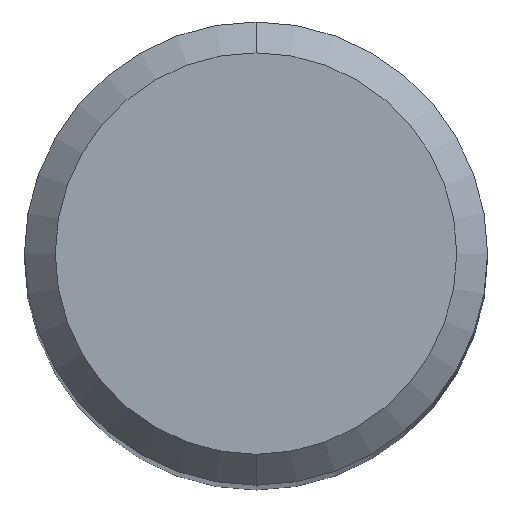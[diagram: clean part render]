
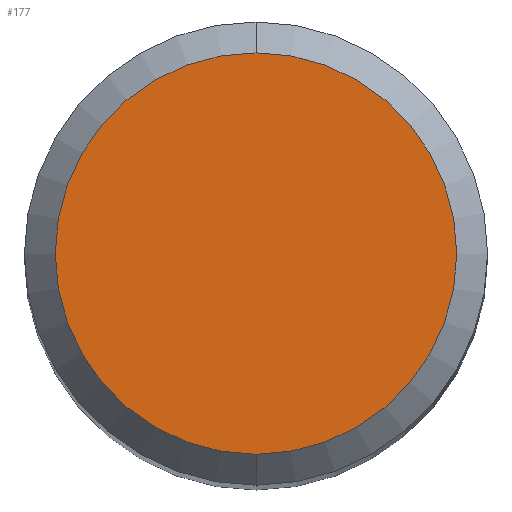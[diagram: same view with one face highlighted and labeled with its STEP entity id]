
A CAD part, top view. The second image highlights one B-rep face of the part: STEP entity #177.
In plain terms, the highlighted planar face has unit normal (0, 0, 1).
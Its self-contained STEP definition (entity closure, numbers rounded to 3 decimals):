
#177=ADVANCED_FACE('',(#484),#485,.T.);
#231=EDGE_CURVE('',#451,#407,#544,.T.);
#363=EDGE_CURVE('',#407,#451,#690,.T.);
#407=VERTEX_POINT('',#738);
#451=VERTEX_POINT('',#787);
#484=FACE_OUTER_BOUND('',#812,.T.);
#485=PLANE('',#813);
#544=CIRCLE('',#932,2.6);
#690=CIRCLE('',#1208,2.6);
#738=CARTESIAN_POINT('',(0.0,2.6,0.0));
#787=CARTESIAN_POINT('',(0.,-2.6,0.0));
#812=EDGE_LOOP('',(#1440,#1441));
#813=AXIS2_PLACEMENT_3D('',#1442,#1443,#1444);
#932=AXIS2_PLACEMENT_3D('',#1516,#1517,#1518);
#1208=AXIS2_PLACEMENT_3D('',#1678,#1679,#1680);
#1440=ORIENTED_EDGE('',*,*,#363,.F.);
#1441=ORIENTED_EDGE('',*,*,#231,.F.);
#1442=CARTESIAN_POINT('',(0.0,1.3,0.0));
#1443=DIRECTION('',(-0.0,0.0,1.0));
#1444=DIRECTION('',(0.0,-1.0,0.0));
#1516=CARTESIAN_POINT('',(0.0,0.0,0.0));
#1517=DIRECTION('',(0.0,0.0,-1.0));
#1518=DIRECTION('',(0.0,1.0,0.0));
#1678=CARTESIAN_POINT('',(0.0,0.0,0.0));
#1679=DIRECTION('',(0.0,0.0,-1.0));
#1680=DIRECTION('',(0.0,1.0,0.0));
